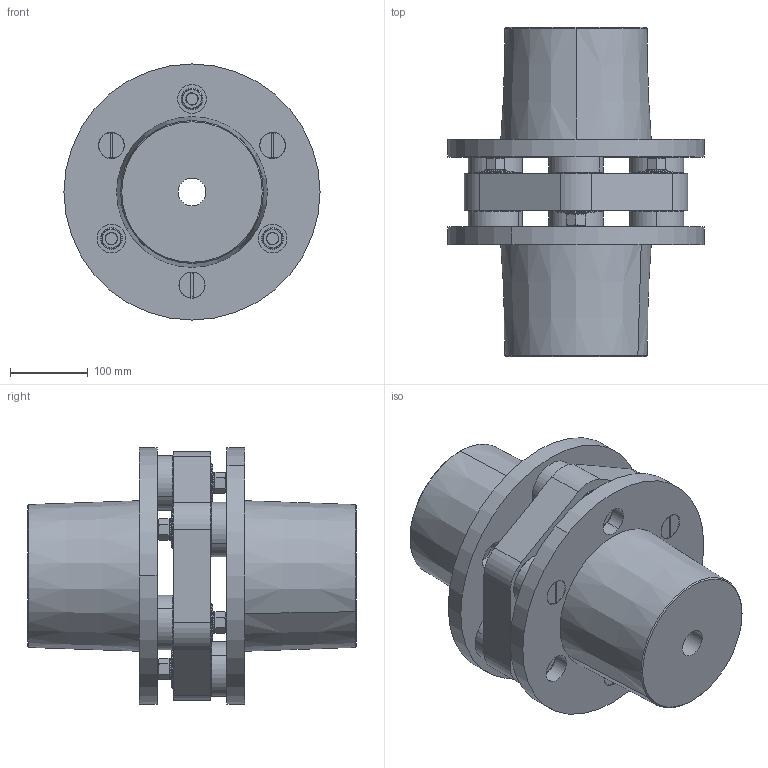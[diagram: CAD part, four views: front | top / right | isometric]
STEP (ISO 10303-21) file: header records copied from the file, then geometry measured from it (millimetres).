
FILE_DESCRIPTION(('CATIA V5 STEP Exchange','CAx-IF Rec.Pracs.--- Model Styling and Organization---1.4--- 2014-01-23','CAx-IF Rec.Pracs.---3D Tessellated Data Validation Properties---0.5---2014-09-14'),'2;1');
FILE_NAME('6351070000-B-Accouplement straflex-client.stp','2024-02-26T15:10:48+00:00',('none'),('none'),'CATIA Version 5-6 Release 2019 SP5','CATIA V5 STEP AP242 v1','none');
FILE_SCHEMA(('AP242_MANAGED_MODEL_BASED_3D_ENGINEERING_MIM_LF {1 0 10303 442 1 1 4}'));
Length unit declared in the file: millimetre
Products named in the file (1): Product2_AllCATPart
Bounding box: 330 x 424 x 330 mm (x, y, z)
Volume: 14673624 mm3; surface area: 944372.5 mm2
Topology: 27 solids, 29 shells, 498 faces, 1132 edges, 706 vertices
Faces by surface type: cylinder 168, cone 168, plane 138, torus 24
Entity records: 13593 total; most frequent: CARTESIAN_POINT 3226, ORIENTED_EDGE 2264, DIRECTION 1650, EDGE_CURVE 1132, AXIS2_PLACEMENT_3D 918, VERTEX_POINT 706, EDGE_LOOP 594, CIRCLE 586
